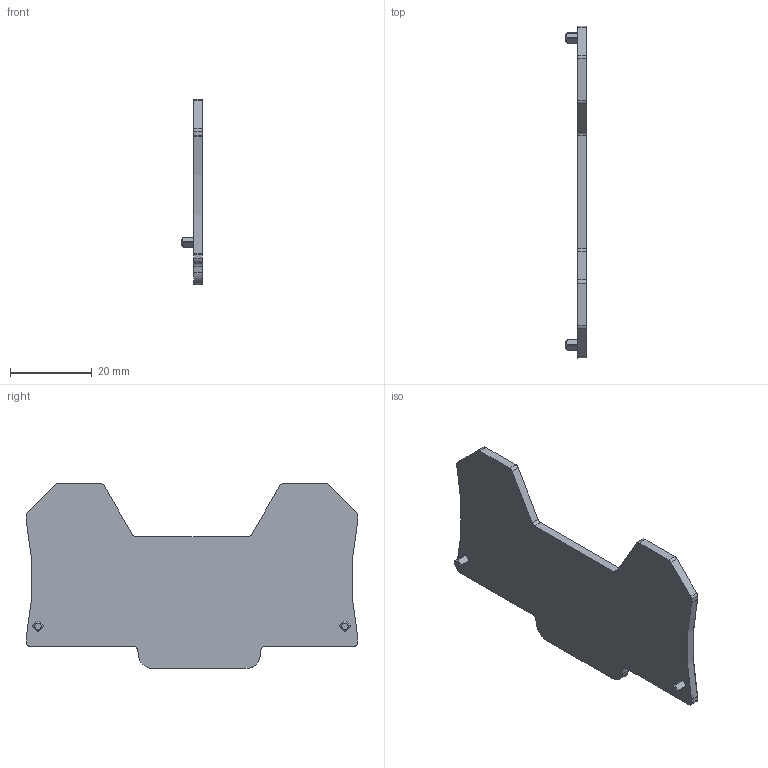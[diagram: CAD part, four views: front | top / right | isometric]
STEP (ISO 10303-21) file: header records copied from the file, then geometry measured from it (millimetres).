
FILE_DESCRIPTION(('CATIA V5 STEP Exchange','CAx-IF Rec.Pracs.--- Model Styling and Organization---1.4--- 2014-01-23'),'2;1');
FILE_NAME ('1434282-2_0', '2022-04-21T10:16:34+00:00', ('none'), ('Weidmueller'), 'CATIA Version 5-6 Release 2016 SP3 HF44', 'CATIA V5 STEP AP214', 'none');
FILE_SCHEMA(('AUTOMOTIVE_DESIGN { 1 0 10303 214 1 1 1 1 }'));
Length unit declared in the file: millimetre
Products named in the file (1): 2871850000
Bounding box: 5.1 x 81.3 x 45.35 mm (x, y, z)
Volume: 5944.5 mm3; surface area: 6216.3 mm2
Topology: 1 solids, 1 shells, 80 faces, 224 edges, 148 vertices
Faces by surface type: plane 28, cylinder 28, extrusion 20, cone 4
Entity records: 2833 total; most frequent: CARTESIAN_POINT 883, ORIENTED_EDGE 448, DIRECTION 293, EDGE_CURVE 224, VECTOR 151, VERTEX_POINT 148, LINE 131, AXIS2_PLACEMENT_3D 88
